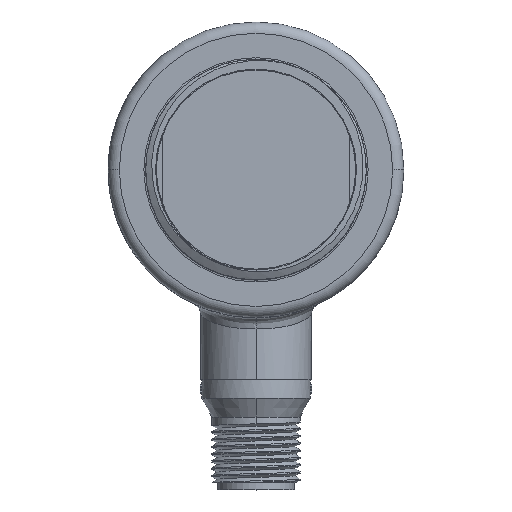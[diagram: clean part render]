
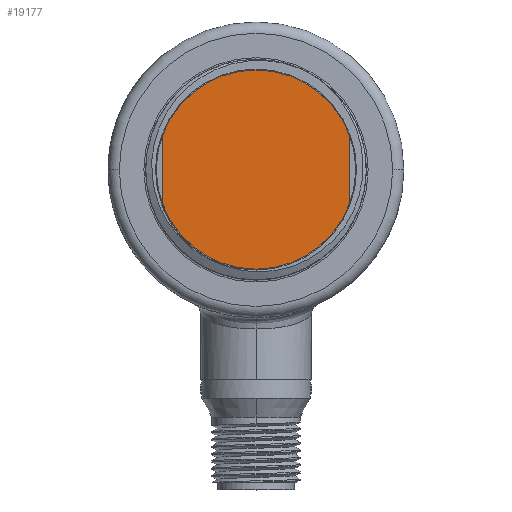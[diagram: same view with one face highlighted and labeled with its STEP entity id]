
A CAD part, top view. The second image highlights one B-rep face of the part: STEP entity #19177.
In plain terms, the highlighted planar face has unit normal (0, 0, 1).
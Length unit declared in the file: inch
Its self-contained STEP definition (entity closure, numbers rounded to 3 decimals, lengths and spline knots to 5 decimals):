
#28=DIRECTION('',(0.,-1.,0.));
#29=VECTOR('',#28,0.36637);
#30=CARTESIAN_POINT('',(0.5,0.18318,1.336));
#31=LINE('',#30,#29);
#32=CARTESIAN_POINT('',(0.,0.,1.336));
#33=DIRECTION('',(0.,0.,-1.));
#34=DIRECTION('',(0.939,-0.344,0.));
#35=AXIS2_PLACEMENT_3D('',#32,#33,#34);
#37=DIRECTION('',(0.,1.,0.));
#38=VECTOR('',#37,0.36637);
#39=CARTESIAN_POINT('',(-0.5,-0.18318,1.336));
#40=LINE('',#39,#38);
#41=CARTESIAN_POINT('',(0.,0.,1.336));
#42=DIRECTION('',(0.,0.,-1.));
#43=DIRECTION('',(-0.939,0.344,0.));
#44=AXIS2_PLACEMENT_3D('',#41,#42,#43);
#18677=CARTESIAN_POINT('',(-0.5,-0.18318,1.336));
#18678=CARTESIAN_POINT('',(-0.5,0.18318,1.336));
#18679=VERTEX_POINT('',#18677);
#18680=VERTEX_POINT('',#18678);
#18685=CARTESIAN_POINT('',(0.5,0.18318,1.336));
#18686=CARTESIAN_POINT('',(0.5,-0.18318,1.336));
#18687=VERTEX_POINT('',#18685);
#18688=VERTEX_POINT('',#18686);
#19164=CARTESIAN_POINT('',(0.,0.,1.336));
#19165=DIRECTION('',(0.,0.,-1.));
#19166=DIRECTION('',(1.,0.,0.));
#19167=AXIS2_PLACEMENT_3D('',#19164,#19165,#19166);
#19168=PLANE('',#19167);
#19169=ORIENTED_EDGE('',*,*,#19155,.T.);
#19170=ORIENTED_EDGE('',*,*,#19132,.T.);
#19172=ORIENTED_EDGE('',*,*,#19171,.T.);
#19174=ORIENTED_EDGE('',*,*,#19173,.T.);
#19175=EDGE_LOOP('',(#19169,#19170,#19172,#19174));
#19176=FACE_OUTER_BOUND('',#19175,.F.);
#19177=ADVANCED_FACE('',(#19176),#19168,.F.);
#36=CIRCLE('',#35,0.5325);
#45=CIRCLE('',#44,0.5325);
#19132=EDGE_CURVE('',#18688,#18679,#36,.T.);
#19155=EDGE_CURVE('',#18687,#18688,#31,.T.);
#19171=EDGE_CURVE('',#18679,#18680,#40,.T.);
#19173=EDGE_CURVE('',#18680,#18687,#45,.T.);
